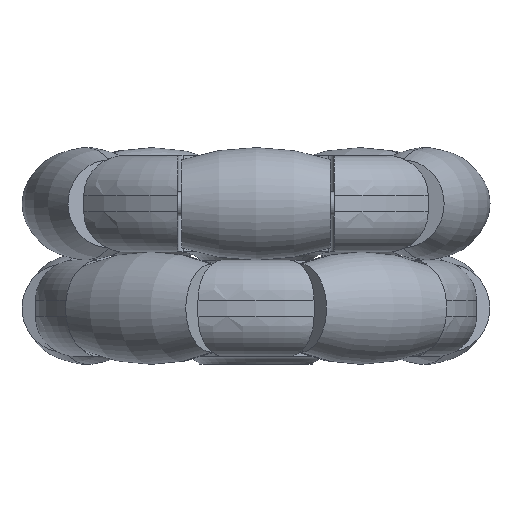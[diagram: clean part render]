
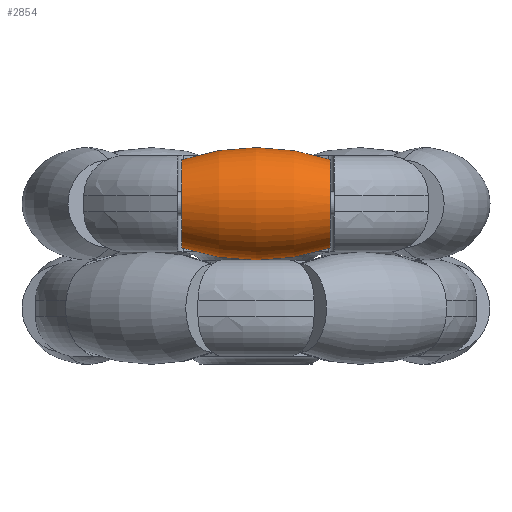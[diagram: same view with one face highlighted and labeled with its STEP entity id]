
A CAD part, front view. The second image highlights one B-rep face of the part: STEP entity #2854.
In plain terms, the highlighted toroidal (fillet/blend) face has major radius 22 mm and minor radius 29 mm.
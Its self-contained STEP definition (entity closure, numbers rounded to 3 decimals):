
#54 = EDGE_CURVE ( 'NONE', #4147, #7833, #2470, .T. ) ;
#59 = VERTEX_POINT ( 'NONE', #5216 ) ;
#658 = DIRECTION ( 'NONE',  ( 0., -1., 0. ) ) ;
#1286 = DIRECTION ( 'NONE',  ( 0., 0., -1. ) ) ;
#1483 = VERTEX_POINT ( 'NONE', #6574 ) ;
#1494 = CARTESIAN_POINT ( 'NONE',  ( 0.02, -22.15, 19. ) ) ;
#1513 = ORIENTED_EDGE ( 'NONE', *, *, #2208, .T. ) ;
#1849 = CARTESIAN_POINT ( 'NONE',  ( -9.23, -22.15, 19. ) ) ;
#1850 = CARTESIAN_POINT ( 'NONE',  ( 9.27, -22.15, 13.515 ) ) ;
#1984 = ORIENTED_EDGE ( 'NONE', *, *, #54, .T. ) ;
#2095 = AXIS2_PLACEMENT_3D ( 'NONE', #1494, #3379, #4638 ) ;
#2161 = CIRCLE ( 'NONE', #6714, 29. ) ;
#2208 = EDGE_CURVE ( 'NONE', #7833, #59, #2161, .T. ) ;
#2210 = CARTESIAN_POINT ( 'NONE',  ( 0.02, -22.15, 41. ) ) ;
#2224 = CARTESIAN_POINT ( 'NONE',  ( 9.27, -22.15, 19. ) ) ;
#2372 = CARTESIAN_POINT ( 'NONE',  ( 9.27, -22.15, 24.485 ) ) ;
#2470 = CIRCLE ( 'NONE', #3948, 5.485 ) ;
#2808 = FACE_OUTER_BOUND ( 'NONE', #6713, .T. ) ;
#2844 = DIRECTION ( 'NONE',  ( 0., 1., 0. ) ) ;
#2854 = ADVANCED_FACE ( 'NONE', ( #2808 ), #3619, .T. ) ;
#2860 = DIRECTION ( 'NONE',  ( -1., 0., 0. ) ) ;
#3064 = DIRECTION ( 'NONE',  ( 0., 0., -1. ) ) ;
#3344 = DIRECTION ( 'NONE',  ( 0., 0., -1. ) ) ;
#3376 = AXIS2_PLACEMENT_3D ( 'NONE', #1849, #4290, #1286 ) ;
#3379 = DIRECTION ( 'NONE',  ( -1., 0., 0. ) ) ;
#3619 = TOROIDAL_SURFACE ( 'NONE', #2095, -22., 29. ) ;
#3800 = ORIENTED_EDGE ( 'NONE', *, *, #7206, .F. ) ;
#3948 = AXIS2_PLACEMENT_3D ( 'NONE', #2224, #2860, #3344 ) ;
#4147 = VERTEX_POINT ( 'NONE', #1850 ) ;
#4284 = CARTESIAN_POINT ( 'NONE',  ( 0.02, -22.15, -3. ) ) ;
#4290 = DIRECTION ( 'NONE',  ( -1., 0., 0. ) ) ;
#4504 = CIRCLE ( 'NONE', #5429, 29. ) ;
#4638 = DIRECTION ( 'NONE',  ( 0., 0., -1. ) ) ;
#4819 = ORIENTED_EDGE ( 'NONE', *, *, #5431, .F. ) ;
#5216 = CARTESIAN_POINT ( 'NONE',  ( -9.23, -22.15, 24.485 ) ) ;
#5429 = AXIS2_PLACEMENT_3D ( 'NONE', #2210, #2844, #6531 ) ;
#5431 = EDGE_CURVE ( 'NONE', #4147, #1483, #4504, .T. ) ;
#5461 = CIRCLE ( 'NONE', #3376, 5.485 ) ;
#6531 = DIRECTION ( 'NONE',  ( 0., 0., 1. ) ) ;
#6574 = CARTESIAN_POINT ( 'NONE',  ( -9.23, -22.15, 13.515 ) ) ;
#6713 = EDGE_LOOP ( 'NONE', ( #1984, #1513, #3800, #4819 ) ) ;
#6714 = AXIS2_PLACEMENT_3D ( 'NONE', #4284, #658, #3064 ) ;
#7206 = EDGE_CURVE ( 'NONE', #1483, #59, #5461, .T. ) ;
#7833 = VERTEX_POINT ( 'NONE', #2372 ) ;
